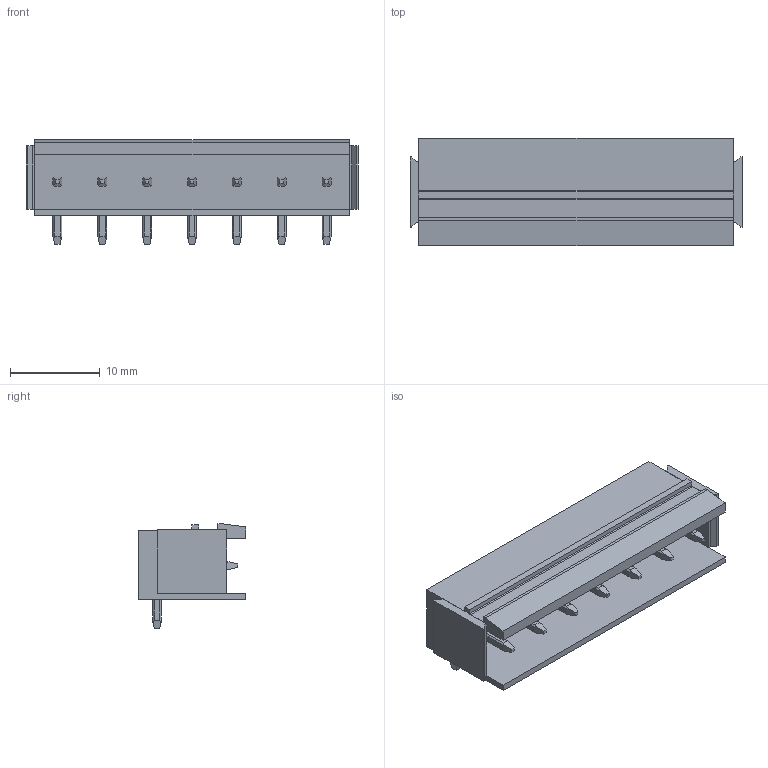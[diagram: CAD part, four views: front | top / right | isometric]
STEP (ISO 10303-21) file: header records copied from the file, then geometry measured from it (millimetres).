
FILE_DESCRIPTION(('CATIA V5 STEP Exchange','CAx-IF Rec.Pracs.--- Model Styling and Organization---1.2---2011-12-15'),'2;1');
FILE_NAME ('D1452918_0_1580910000_1580910000.stp','2018-10-13T04:44:47+00:00',('none'),('Weidmueller'),'CATIA Version 5-6 Release 2014','CATIA V5 STEP AP214','none');
FILE_SCHEMA(('AUTOMOTIVE_DESIGN { 1 0 10303 214 1 1 1 1 }'));
Length unit declared in the file: millimetre
Products named in the file (1): 1580910000
Bounding box: 37 x 12 x 11.7 mm (x, y, z)
Volume: 1669.7 mm3; surface area: 2887.3 mm2
Topology: 8 solids, 8 shells, 313 faces, 823 edges, 526 vertices
Faces by surface type: plane 199, cylinder 114
Entity records: 8668 total; most frequent: CARTESIAN_POINT 2018, ORIENTED_EDGE 1646, DIRECTION 865, EDGE_CURVE 817, VECTOR 533, LINE 533, VERTEX_POINT 518, EDGE_LOOP 327
